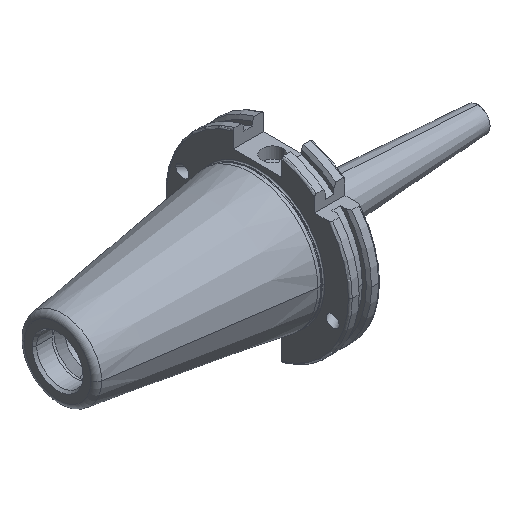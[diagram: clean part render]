
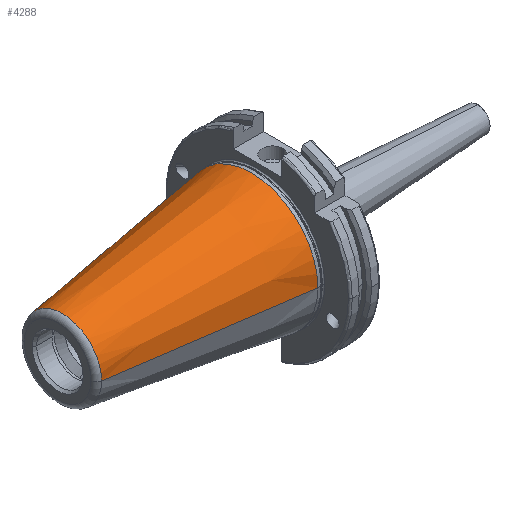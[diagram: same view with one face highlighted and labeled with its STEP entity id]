
A CAD part, isometric view. The second image highlights one B-rep face of the part: STEP entity #4288.
In plain terms, the highlighted conical face has half-angle 8.297 degrees and reference radius 34.925 mm.
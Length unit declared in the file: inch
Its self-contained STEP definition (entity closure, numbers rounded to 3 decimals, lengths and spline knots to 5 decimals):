
#168 = CARTESIAN_POINT ( 'NONE',  ( -0.27523, -1.375, 0. ) ) ;
#399 = CARTESIAN_POINT ( 'NONE',  ( -0.27523, 0., 0. ) ) ;
#588 = LINE ( 'NONE', #2592, #2140 ) ;
#643 = VERTEX_POINT ( 'NONE', #1836 ) ;
#735 = DIRECTION ( 'NONE',  ( 1., 0., 0. ) ) ;
#928 = ORIENTED_EDGE ( 'NONE', *, *, #1428, .T. ) ;
#1010 = ORIENTED_EDGE ( 'NONE', *, *, #1185, .F. ) ;
#1039 = VECTOR ( 'NONE', #3403, 39.37008 ) ;
#1043 = DIRECTION ( 'NONE',  ( 0., 1., 0. ) ) ;
#1185 = EDGE_CURVE ( 'NONE', #4031, #1519, #3372, .T. ) ;
#1206 = EDGE_CURVE ( 'NONE', #1519, #643, #588, .T. ) ;
#1428 = EDGE_CURVE ( 'NONE', #2628, #643, #3318, .T. ) ;
#1479 = ORIENTED_EDGE ( 'NONE', *, *, #1206, .F. ) ;
#1519 = VERTEX_POINT ( 'NONE', #4329 ) ;
#1591 = FACE_OUTER_BOUND ( 'NONE', #4212, .T. ) ;
#1836 = CARTESIAN_POINT ( 'NONE',  ( -0.27523, 1.375, 0. ) ) ;
#1859 = CARTESIAN_POINT ( 'NONE',  ( -4.18007, 0., 0. ) ) ;
#2140 = VECTOR ( 'NONE', #3308, 39.37008 ) ;
#2178 = AXIS2_PLACEMENT_3D ( 'NONE', #399, #2571, #3929 ) ;
#2238 = AXIS2_PLACEMENT_3D ( 'NONE', #1859, #3646, #4349 ) ;
#2571 = DIRECTION ( 'NONE',  ( -1., 0., 0. ) ) ;
#2592 = CARTESIAN_POINT ( 'NONE',  ( -0.27523, 1.375, 0. ) ) ;
#2628 = VERTEX_POINT ( 'NONE', #4439 ) ;
#2690 = CARTESIAN_POINT ( 'NONE',  ( -4.18007, -0.80554, 0. ) ) ;
#3046 = LINE ( 'NONE', #168, #1039 ) ;
#3213 = CONICAL_SURFACE ( 'NONE', #3506, 1.375, 0.145 ) ;
#3270 = EDGE_CURVE ( 'NONE', #4031, #2628, #3046, .T. ) ;
#3308 = DIRECTION ( 'NONE',  ( 0.99, 0.144, 0. ) ) ;
#3318 = CIRCLE ( 'NONE', #2178, 1.375 ) ;
#3372 = CIRCLE ( 'NONE', #2238, 0.80554 ) ;
#3403 = DIRECTION ( 'NONE',  ( 0.99, -0.144, 0. ) ) ;
#3506 = AXIS2_PLACEMENT_3D ( 'NONE', #3570, #735, #1043 ) ;
#3570 = CARTESIAN_POINT ( 'NONE',  ( -0.27523, 0., 0. ) ) ;
#3646 = DIRECTION ( 'NONE',  ( -1., 0., 0. ) ) ;
#3929 = DIRECTION ( 'NONE',  ( 0., -1., 0. ) ) ;
#4031 = VERTEX_POINT ( 'NONE', #2690 ) ;
#4048 = ORIENTED_EDGE ( 'NONE', *, *, #3270, .T. ) ;
#4212 = EDGE_LOOP ( 'NONE', ( #1010, #4048, #928, #1479 ) ) ;
#4288 = ADVANCED_FACE ( 'NONE', ( #1591 ), #3213, .T. ) ;
#4329 = CARTESIAN_POINT ( 'NONE',  ( -4.18007, 0.80554, 0. ) ) ;
#4349 = DIRECTION ( 'NONE',  ( 0., -1., 0. ) ) ;
#4439 = CARTESIAN_POINT ( 'NONE',  ( -0.27523, -1.375, 0. ) ) ;
